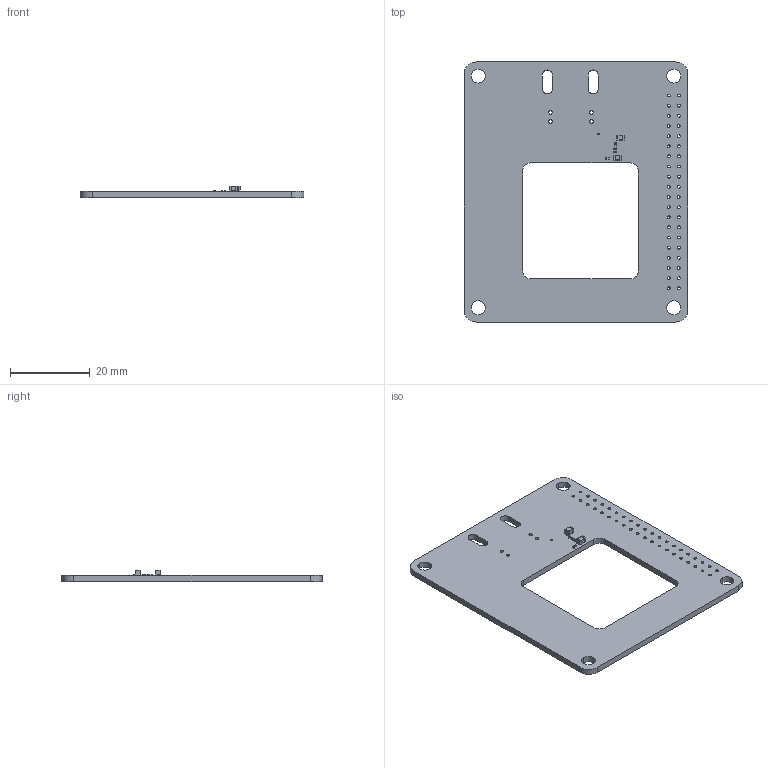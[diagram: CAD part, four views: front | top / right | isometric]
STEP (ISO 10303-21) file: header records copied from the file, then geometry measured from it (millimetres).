
FILE_DESCRIPTION(('KiCad electronic assembly'),'2;1');
FILE_NAME('RADXA5.0.step','2024-08-03T23:20:30',('Pcbnew'),('Kicad'), 'Open CASCADE STEP processor 7.7','KiCad to STEP converter','Unknown' );
FILE_SCHEMA(('AUTOMOTIVE_DESIGN { 1 0 10303 214 1 1 1 1 }'));
Length unit declared in the file: millimetre
Products named in the file (10): RADXA5.0 1; C_0805_2012Metric; C_0201_0603Metric; C_01005_0402Metric; R_0201_0603Metric; _autosave-RADXA5.0_PCB
Assembly tree (14 placements, depth 3):
  RADXA5.0 1
    C_0805_2012Metric  x2
      C_0805_2012Metric
    C_0201_0603Metric  x3
      C_0201_0603Metric
    C_01005_0402Metric
      C_01005_0402Metric
    R_0201_0603Metric  x3
      R_0201_0603Metric
    _autosave-RADXA5.0_PCB
Bounding box: 56 x 65.12 x 2.85 mm (x, y, z)
Volume: 4231.8 mm3; surface area: 6279.9 mm2
Topology: 10 solids, 10 shells, 332 faces, 888 edges, 588 vertices
Faces by surface type: cylinder 168, plane 164
Full cylindrical faces by diameter (mm): 0.71 x40, 0.84 x4
Entity records: 7495 total; most frequent: DIRECTION 1190, CARTESIAN_POINT 1103, ORIENTED_EDGE 1072, EDGE_CURVE 536, AXIS2_PLACEMENT_3D 443, VERTEX_POINT 356, FACE_BOUND 304, EDGE_LOOP 304
